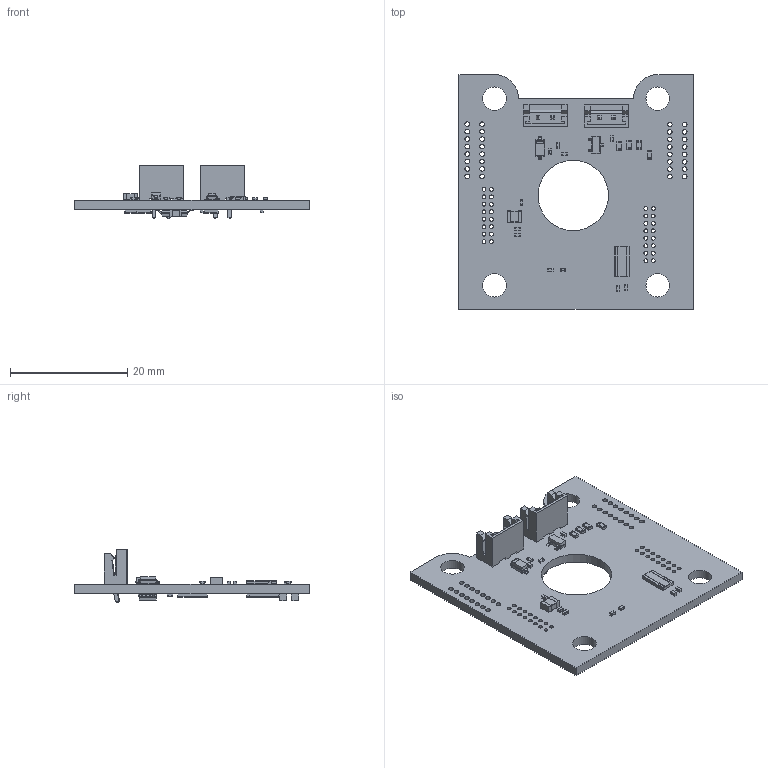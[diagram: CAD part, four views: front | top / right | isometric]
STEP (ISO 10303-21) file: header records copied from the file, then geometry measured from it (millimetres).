
FILE_DESCRIPTION(('FreeCAD Model'),'2;1');
FILE_NAME('Open CASCADE Shape Model','2023-07-30T01:32:27',(''),(''), 'Open CASCADE STEP processor 7.6','FreeCAD','Unknown');
FILE_SCHEMA(('AUTOMOTIVE_DESIGN { 1 0 10303 214 1 1 1 1 }'));
Length unit declared in the file: millimetre
Products named in the file (26): PassthroughBoardRev0_B; Board_Geoms_cb7d; Pcb_cb7d; Step_Models_cb7d; Top_cb7d; R3_R_0402_1005Metric_56d4a9fd4ba5; TH1_JST_B2B_EH_A_f6a6a273d564; C12_C_0402_1005Metric_0b1ab96e52b2; Q1_SOT_23_dbeafb7eea99; R13_R_0603_1608Metric_91901e48a521; D1_D_SOD_123_c6cd2de8e157; R8_R_1020_2550Metric_c199ef26c607; L2_L_1008_2520Metric_610b109e1e11; Bot_cb7d; ff_C_0805_2012Metric_dde68c5b9ab1; IC5_ASSEMBLY_8cf40798b2a9; Body; PinsArrayLR008; PinsArrayLR; PinsArrayLR001; PinsArrayLR002; PinsArrayLR003; PinsArrayLR004; PinsArrayLR005; PinsArrayLR006; PinsArrayLR007
Assembly tree (48 placements, depth 6):
  PassthroughBoardRev0_B
    Board_Geoms_cb7d
      Pcb_cb7d
    Step_Models_cb7d
      Top_cb7d
        R3_R_0402_1005Metric_56d4a9fd4ba5  x2
        TH1_JST_B2B_EH_A_f6a6a273d564  x2
        C12_C_0402_1005Metric_0b1ab96e52b2  x9
        Q1_SOT_23_dbeafb7eea99
        R13_R_0603_1608Metric_91901e48a521  x4
        D1_D_SOD_123_c6cd2de8e157
        R8_R_1020_2550Metric_c199ef26c607
        L2_L_1008_2520Metric_610b109e1e11
      Bot_cb7d
        R3_R_0402_1005Metric_56d4a9fd4ba5  x2
        ff_C_0805_2012Metric_dde68c5b9ab1  x2
        IC5_ASSEMBLY_8cf40798b2a9
          Body
          PinsArrayLR008
            PinsArrayLR
            PinsArrayLR001
            PinsArrayLR002
            PinsArrayLR003
            PinsArrayLR004
            PinsArrayLR005
            PinsArrayLR006
            PinsArrayLR007
        C12_C_0402_1005Metric_0b1ab96e52b2  x4
        R8_R_1020_2550Metric_c199ef26c607  x3
Bounding box: 40 x 40 x 9.2 mm (x, y, z)
Volume: 2335.7 mm3; surface area: 4165.4 mm2
Topology: 42 solids, 42 shells, 1282 faces, 3310 edges, 2154 vertices
Faces by surface type: plane 813, cylinder 416, bspline 53
Full cylindrical faces by diameter (mm): 0.55 x1, 0.65 x32, 0.787 x32, 1 x4, 4 x4, 12 x1
Entity records: 21755 total; most frequent: CARTESIAN_POINT 3406, ORIENTED_EDGE 3084, DIRECTION 3042, EDGE_CURVE 1542, LINE 1110, VECTOR 1110, VERTEX_POINT 990, AXIS2_PLACEMENT_3D 966
